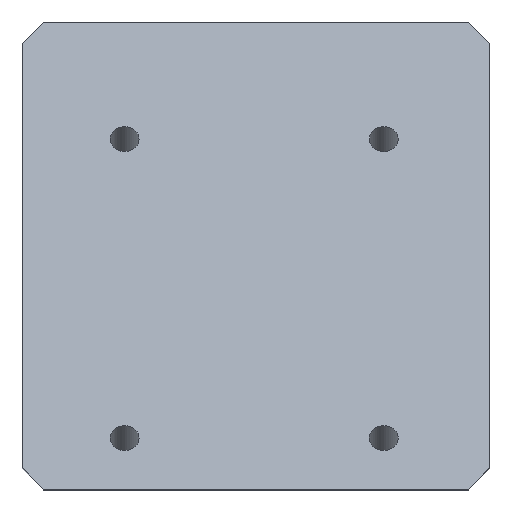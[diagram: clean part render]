
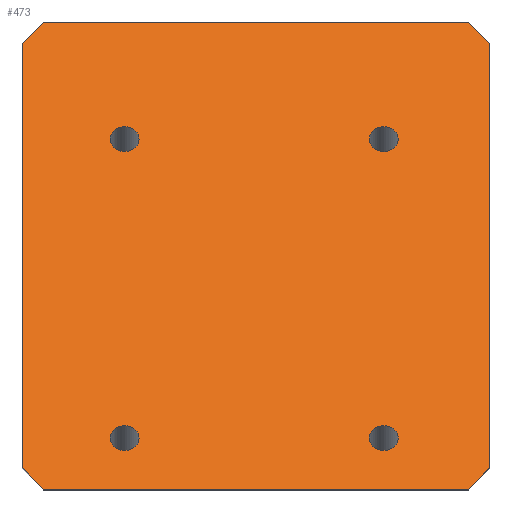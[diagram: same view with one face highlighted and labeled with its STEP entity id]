
A CAD part, top view. The second image highlights one B-rep face of the part: STEP entity #473.
In plain terms, the highlighted planar face has unit normal (0, 0.5, 0.866).
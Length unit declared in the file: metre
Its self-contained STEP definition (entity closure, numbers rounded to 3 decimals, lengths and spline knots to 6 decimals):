
#22=LINE('',#756,#46);
#31=LINE('',#786,#55);
#34=LINE('',#792,#58);
#35=LINE('',#794,#59);
#36=LINE('',#796,#60);
#37=LINE('',#797,#61);
#38=LINE('',#799,#62);
#39=LINE('',#801,#63);
#46=VECTOR('',#609,1.);
#55=VECTOR('',#634,1.);
#58=VECTOR('',#639,1.);
#59=VECTOR('',#640,1.);
#60=VECTOR('',#641,1.);
#61=VECTOR('',#642,1.);
#62=VECTOR('',#643,1.);
#63=VECTOR('',#644,1.);
#75=PLANE('',#536);
#120=ORIENTED_EDGE('',*,*,#198,.T.);
#121=ORIENTED_EDGE('',*,*,#196,.T.);
#122=ORIENTED_EDGE('',*,*,#194,.T.);
#123=ORIENTED_EDGE('',*,*,#192,.T.);
#124=ORIENTED_EDGE('',*,*,#204,.F.);
#125=ORIENTED_EDGE('',*,*,#222,.T.);
#126=ORIENTED_EDGE('',*,*,#223,.F.);
#127=ORIENTED_EDGE('',*,*,#224,.T.);
#128=ORIENTED_EDGE('',*,*,#219,.T.);
#129=ORIENTED_EDGE('',*,*,#225,.T.);
#130=ORIENTED_EDGE('',*,*,#226,.T.);
#131=ORIENTED_EDGE('',*,*,#227,.T.);
#192=EDGE_CURVE('',#244,#244,#292,.T.);
#194=EDGE_CURVE('',#246,#246,#294,.T.);
#196=EDGE_CURVE('',#248,#248,#296,.T.);
#198=EDGE_CURVE('',#250,#250,#298,.T.);
#204=EDGE_CURVE('',#256,#257,#22,.T.);
#219=EDGE_CURVE('',#270,#271,#31,.T.);
#222=EDGE_CURVE('',#256,#272,#34,.T.);
#223=EDGE_CURVE('',#273,#272,#35,.T.);
#224=EDGE_CURVE('',#273,#270,#36,.T.);
#225=EDGE_CURVE('',#271,#274,#37,.F.);
#226=EDGE_CURVE('',#274,#275,#38,.T.);
#227=EDGE_CURVE('',#275,#257,#39,.F.);
#244=VERTEX_POINT('',#728);
#246=VERTEX_POINT('',#733);
#248=VERTEX_POINT('',#738);
#250=VERTEX_POINT('',#743);
#256=VERTEX_POINT('',#755);
#257=VERTEX_POINT('',#757);
#270=VERTEX_POINT('',#787);
#271=VERTEX_POINT('',#788);
#272=VERTEX_POINT('',#793);
#273=VERTEX_POINT('',#795);
#274=VERTEX_POINT('',#798);
#275=VERTEX_POINT('',#800);
#292=CIRCLE('',#514,0.002);
#294=CIRCLE('',#517,0.002);
#296=CIRCLE('',#520,0.002);
#298=CIRCLE('',#523,0.002);
#335=EDGE_LOOP('',(#120));
#336=EDGE_LOOP('',(#121));
#337=EDGE_LOOP('',(#122));
#338=EDGE_LOOP('',(#123));
#339=EDGE_LOOP('',(#124,#125,#126,#127,#128,#129,#130,#131));
#401=FACE_BOUND('',#335,.T.);
#402=FACE_BOUND('',#336,.T.);
#403=FACE_BOUND('',#337,.T.);
#404=FACE_BOUND('',#338,.T.);
#405=FACE_BOUND('',#339,.T.);
#473=ADVANCED_FACE('',(#401,#402,#403,#404,#405),#75,.F.);
#514=AXIS2_PLACEMENT_3D('',#727,#579,#580);
#517=AXIS2_PLACEMENT_3D('',#732,#585,#586);
#520=AXIS2_PLACEMENT_3D('',#737,#591,#592);
#523=AXIS2_PLACEMENT_3D('',#742,#597,#598);
#536=AXIS2_PLACEMENT_3D('',#791,#637,#638);
#579=DIRECTION('',(0.,-0.5,-0.866));
#580=DIRECTION('',(0.,0.866,-0.5));
#585=DIRECTION('',(0.,-0.5,-0.866));
#586=DIRECTION('',(0.,0.866,-0.5));
#591=DIRECTION('',(0.,-0.5,-0.866));
#592=DIRECTION('',(0.,0.866,-0.5));
#597=DIRECTION('',(0.,-0.5,-0.866));
#598=DIRECTION('',(0.,0.866,-0.5));
#609=DIRECTION('',(-1.,0.,0.));
#634=DIRECTION('',(-1.,0.,0.));
#637=DIRECTION('',(0.,-0.5,-0.866));
#638=DIRECTION('',(0.,0.866,-0.5));
#639=DIRECTION('',(0.655,0.655,-0.378));
#640=DIRECTION('',(0.,-0.866,0.5));
#641=DIRECTION('',(-0.655,0.655,-0.378));
#642=DIRECTION('',(0.655,0.655,-0.378));
#643=DIRECTION('',(0.,-0.866,0.5));
#644=DIRECTION('',(-0.655,0.655,-0.378));
#727=CARTESIAN_POINT('',(0.01425,0.007145,0.043403));
#728=CARTESIAN_POINT('',(0.01425,0.008877,0.042403));
#732=CARTESIAN_POINT('',(0.05025,0.048714,0.019403));
#733=CARTESIAN_POINT('',(0.05025,0.050446,0.018403));
#737=CARTESIAN_POINT('',(0.01425,0.048714,0.019403));
#738=CARTESIAN_POINT('',(0.01425,0.050446,0.018403));
#742=CARTESIAN_POINT('',(0.05025,0.007145,0.043403));
#743=CARTESIAN_POINT('',(0.05025,0.008877,0.042403));
#755=CARTESIAN_POINT('',(0.062,0.,0.047528));
#756=CARTESIAN_POINT('',(0.065,0.,0.047528));
#757=CARTESIAN_POINT('',(0.003,0.,0.047528));
#786=CARTESIAN_POINT('',(0.065,0.065,0.01));
#787=CARTESIAN_POINT('',(0.062,0.065,0.01));
#788=CARTESIAN_POINT('',(0.003,0.065,0.01));
#791=CARTESIAN_POINT('',(0.065,0.0325,0.028764));
#792=CARTESIAN_POINT('',(0.070451,0.008451,0.042648));
#793=CARTESIAN_POINT('',(0.065,0.003,0.045796));
#794=CARTESIAN_POINT('',(0.065,0.0325,0.028764));
#795=CARTESIAN_POINT('',(0.065,0.062,0.011732));
#796=CARTESIAN_POINT('',(0.067977,0.059023,0.013451));
#797=CARTESIAN_POINT('',(0.004237,0.066237,0.009286));
#798=CARTESIAN_POINT('',(0.,0.062,0.011732));
#799=CARTESIAN_POINT('',(0.,0.0325,0.028764));
#800=CARTESIAN_POINT('',(0.,0.003,0.045796));
#801=CARTESIAN_POINT('',(-0.00288,0.00588,0.044133));
